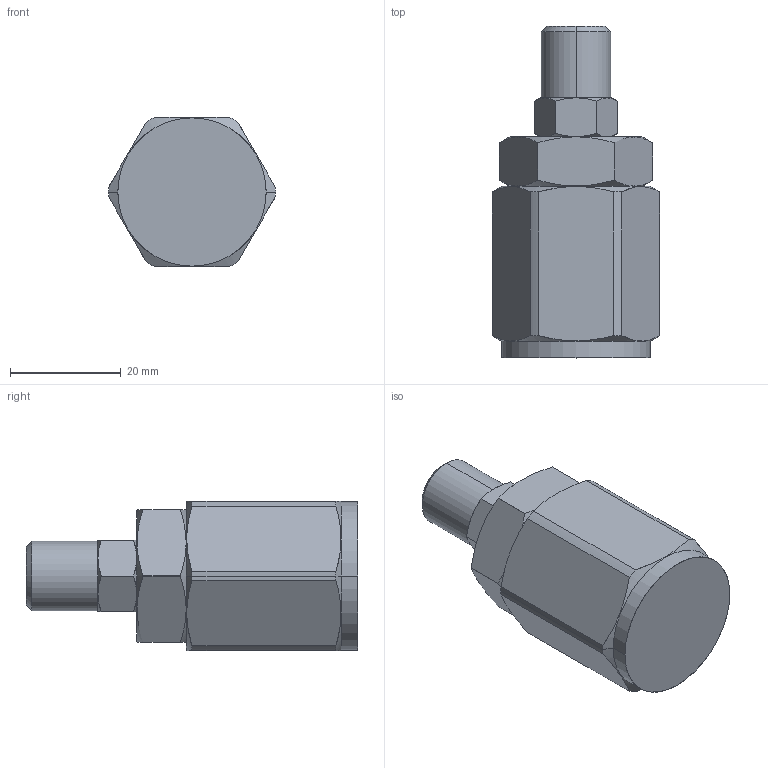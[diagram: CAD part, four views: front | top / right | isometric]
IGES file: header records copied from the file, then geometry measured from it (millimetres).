
Start section: SolidWorks IGES file using analytic representation for surfaces
Global section: file name: CA10A.igs; native system: SolidWorks 2014; preprocessor: SolidWorks 2014; author: arutput15; date: 141005.100631; units: millimetre
Bounding box: 30.2 x 60 x 27 mm (x, y, z)
Surface area: 6267.5 mm2 (no closed solid volume)
Topology: 0 solids, 0 shells, 113 faces, 1238 edges, 1236 vertices
Faces by surface type: revolution 89, bspline 24
